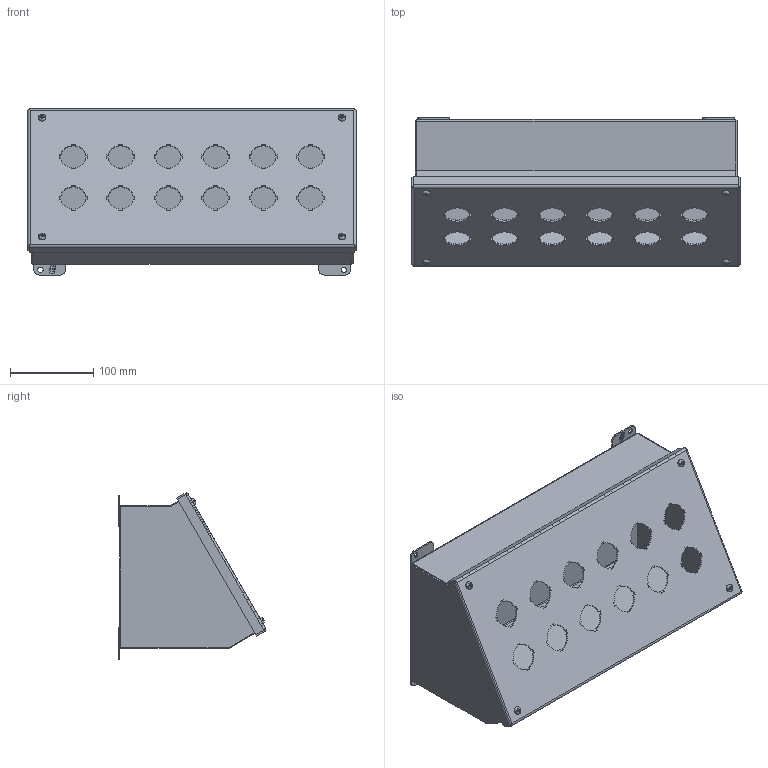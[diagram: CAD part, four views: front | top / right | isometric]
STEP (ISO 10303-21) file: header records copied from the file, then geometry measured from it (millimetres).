
FILE_DESCRIPTION (( 'STEP AP203' ), '1' );
FILE_NAME ('1490G12_Default.step', '2019-11-12T20:29:27', ( '' ), ( '' ), 'SwSTEP 2.0', 'SolidWorks 2019', '' );
FILE_SCHEMA (( 'CONFIG_CONTROL_DESIGN' ));
Length unit declared in the file: inch
Products named in the file (1): 1490G12_Default
Bounding box: 395.27 x 178 x 199.87 mm (x, y, z)
Volume: 653068.9 mm3; surface area: 673942.4 mm2
Topology: 28 solids, 28 shells, 901 faces, 2384 edges, 1567 vertices
Faces by surface type: plane 649, cylinder 212, cone 24, bspline 8, torus 8
Entity records: 28295 total; most frequent: CARTESIAN_POINT 5579, ORIENTED_EDGE 4764, DIRECTION 4576, EDGE_CURVE 2382, LINE 1784, VECTOR 1784, VERTEX_POINT 1567, AXIS2_PLACEMENT_3D 1396
